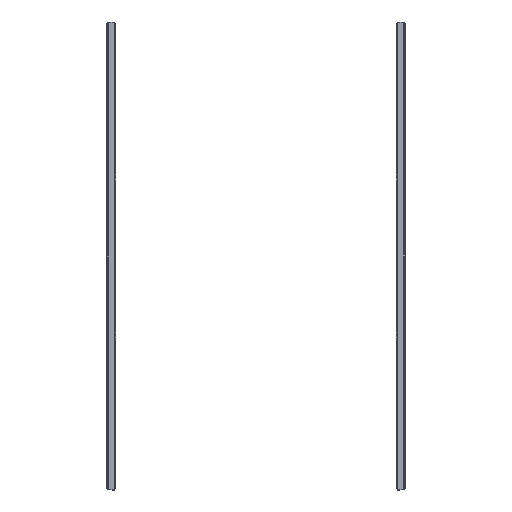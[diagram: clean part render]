
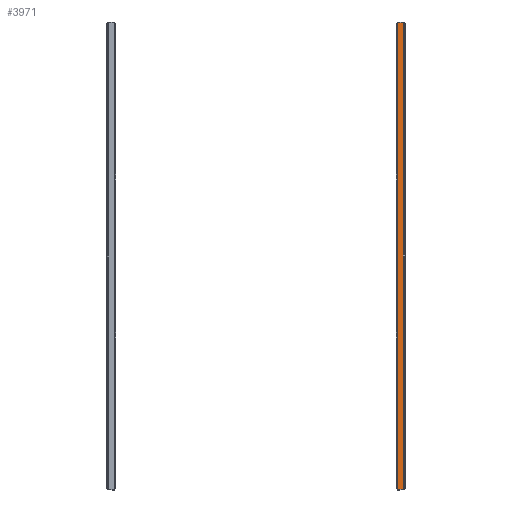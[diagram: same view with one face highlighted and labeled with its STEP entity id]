
A CAD part, front view. The second image highlights one B-rep face of the part: STEP entity #3971.
In plain terms, the highlighted planar face has unit normal (0, -1, 0).
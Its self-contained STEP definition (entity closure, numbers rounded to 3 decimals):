
#172 = CARTESIAN_POINT ( 'NONE',  ( -2., -1098.5, 476.246 ) ) ;
#333 = PLANE ( 'NONE',  #8594 ) ;
#849 = VECTOR ( 'NONE', #8499, 1000. ) ;
#1171 = ORIENTED_EDGE ( 'NONE', *, *, #12548, .T. ) ;
#2875 = EDGE_LOOP ( 'NONE', ( #11837, #11225, #8228, #1171 ) ) ;
#3528 = DIRECTION ( 'NONE',  ( 0., 1., 0. ) ) ;
#3971 = ADVANCED_FACE ( 'NONE', ( #6730 ), #333, .F. ) ;
#4630 = LINE ( 'NONE', #5032, #8378 ) ;
#4710 = CARTESIAN_POINT ( 'NONE',  ( 0., -1098.5, 478. ) ) ;
#5032 = CARTESIAN_POINT ( 'NONE',  ( -2., -1098.5, -478. ) ) ;
#5458 = LINE ( 'NONE', #7266, #849 ) ;
#5542 = CARTESIAN_POINT ( 'NONE',  ( -13.6, -1098.5, 476.246 ) ) ;
#5761 = DIRECTION ( 'NONE',  ( 0., 0., 1. ) ) ;
#5985 = VERTEX_POINT ( 'NONE', #12714 ) ;
#6613 = CARTESIAN_POINT ( 'NONE',  ( -13.6, -1098.5, 478. ) ) ;
#6730 = FACE_OUTER_BOUND ( 'NONE', #2875, .T. ) ;
#6820 = EDGE_CURVE ( 'NONE', #10292, #5985, #4630, .T. ) ;
#7176 = VERTEX_POINT ( 'NONE', #5542 ) ;
#7266 = CARTESIAN_POINT ( 'NONE',  ( 0., -1098.5, 476.246 ) ) ;
#7426 = EDGE_CURVE ( 'NONE', #5985, #8746, #7842, .T. ) ;
#7460 = LINE ( 'NONE', #6613, #8474 ) ;
#7828 = EDGE_CURVE ( 'NONE', #10292, #7176, #5458, .T. ) ;
#7842 = LINE ( 'NONE', #10944, #10074 ) ;
#8142 = DIRECTION ( 'NONE',  ( 0., 0., -1. ) ) ;
#8228 = ORIENTED_EDGE ( 'NONE', *, *, #7828, .T. ) ;
#8378 = VECTOR ( 'NONE', #8142, 1000. ) ;
#8474 = VECTOR ( 'NONE', #8589, 1000. ) ;
#8499 = DIRECTION ( 'NONE',  ( -1., 0., 0. ) ) ;
#8589 = DIRECTION ( 'NONE',  ( 0., 0., -1. ) ) ;
#8594 = AXIS2_PLACEMENT_3D ( 'NONE', #4710, #3528, #5761 ) ;
#8746 = VERTEX_POINT ( 'NONE', #11384 ) ;
#10074 = VECTOR ( 'NONE', #13121, 1000. ) ;
#10292 = VERTEX_POINT ( 'NONE', #172 ) ;
#10944 = CARTESIAN_POINT ( 'NONE',  ( 0., -1098.5, -476.246 ) ) ;
#11225 = ORIENTED_EDGE ( 'NONE', *, *, #6820, .F. ) ;
#11384 = CARTESIAN_POINT ( 'NONE',  ( -13.6, -1098.5, -476.246 ) ) ;
#11837 = ORIENTED_EDGE ( 'NONE', *, *, #7426, .F. ) ;
#12548 = EDGE_CURVE ( 'NONE', #7176, #8746, #7460, .T. ) ;
#12714 = CARTESIAN_POINT ( 'NONE',  ( -2., -1098.5, -476.246 ) ) ;
#13121 = DIRECTION ( 'NONE',  ( -1., 0., 0. ) ) ;
